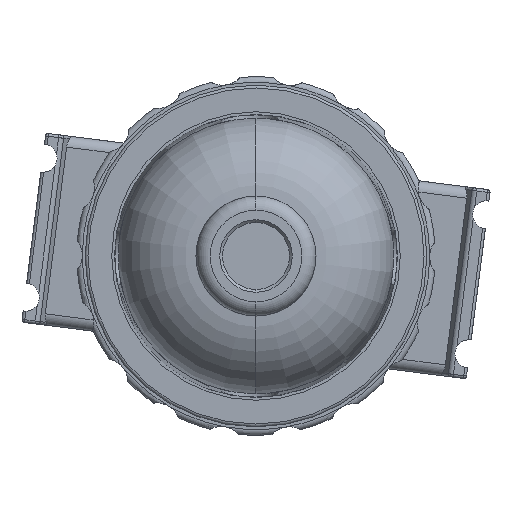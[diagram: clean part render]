
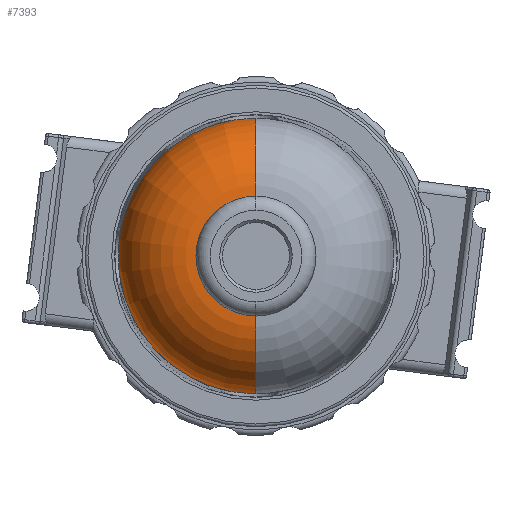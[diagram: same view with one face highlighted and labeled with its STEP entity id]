
A CAD part, front view. The second image highlights one B-rep face of the part: STEP entity #7393.
In plain terms, the highlighted toroidal (fillet/blend) face has major radius 10.306 mm and minor radius 14.3 mm.
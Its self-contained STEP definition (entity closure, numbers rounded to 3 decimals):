
#225 = B_SPLINE_CURVE_WITH_KNOTS ( 'NONE', 3,
 ( #13222, #27748, #10761, #30183, #15681, #1028, #18097, #3473, #20512, #5911, #22956, #8398, #25419, #10855, #27844, #13340, #30294, #15784 ),
 .UNSPECIFIED., .F., .F.,
 ( 4, 2, 2, 2, 2, 2, 2, 2, 4 ),
 ( 0., 0.001, 0.002, 0.003, 0.004, 0.005, 0.005, 0.006, 0.007 ),
 .UNSPECIFIED. ) ;
#239 = DIRECTION ( 'NONE',  ( 0., 0., -1. ) ) ;
#1028 = CARTESIAN_POINT ( 'NONE',  ( -24.513, 210.203, -1.513 ) ) ;
#1153 = CARTESIAN_POINT ( 'NONE',  ( 0., 211.272, 0. ) ) ;
#1862 = VERTEX_POINT ( 'NONE', #14860 ) ;
#2436 = EDGE_CURVE ( 'NONE', #28996, #24237, #225, .T. ) ;
#2795 = CARTESIAN_POINT ( 'NONE',  ( -3.33, 210.486, 24.352 ) ) ;
#2877 = VERTEX_POINT ( 'NONE', #7832 ) ;
#3189 = VERTEX_POINT ( 'NONE', #28973 ) ;
#3473 = CARTESIAN_POINT ( 'NONE',  ( -24.534, 210.008, -0.618 ) ) ;
#3597 = DIRECTION ( 'NONE',  ( 0., 0., -1. ) ) ;
#4114 = CARTESIAN_POINT ( 'NONE',  ( -0.794, 209.984, -24.526 ) ) ;
#4253 = DIRECTION ( 'NONE',  ( -1., 0., 0. ) ) ;
#4349 = CARTESIAN_POINT ( 'NONE',  ( -24.376, 211.272, 3.356 ) ) ;
#4675 = ORIENTED_EDGE ( 'NONE', *, *, #19626, .F. ) ;
#4947 = CARTESIAN_POINT ( 'NONE',  ( -4.482, 211.272, 24.194 ) ) ;
#5263 = CARTESIAN_POINT ( 'NONE',  ( -2.772, 210.252, 24.406 ) ) ;
#5764 = CARTESIAN_POINT ( 'NONE',  ( -4.482, 211.272, -24.194 ) ) ;
#5911 = CARTESIAN_POINT ( 'NONE',  ( -24.537, 209.979, 0.306 ) ) ;
#5936 = AXIS2_PLACEMENT_3D ( 'NONE', #1153, #18242, #3597 ) ;
#6554 = CARTESIAN_POINT ( 'NONE',  ( -1.599, 209.984, -24.489 ) ) ;
#7393 = ADVANCED_FACE ( 'NONE', ( #25621 ), #23314, .T. ) ;
#7525 = DIRECTION ( 'NONE',  ( 0., -1., 0. ) ) ;
#7716 = CARTESIAN_POINT ( 'NONE',  ( -2.194, 210.089, 24.45 ) ) ;
#7741 = EDGE_CURVE ( 'NONE', #1862, #3189, #11778, .T. ) ;
#7832 = CARTESIAN_POINT ( 'NONE',  ( 0., 197.079, 10.306 ) ) ;
#8204 = CARTESIAN_POINT ( 'NONE',  ( 0., 211.272, 0. ) ) ;
#8398 = CARTESIAN_POINT ( 'NONE',  ( -24.522, 210.118, 1.212 ) ) ;
#8599 = CARTESIAN_POINT ( 'NONE',  ( 0., 211.379, 0. ) ) ;
#8708 = DIRECTION ( 'NONE',  ( 0., 0., -1. ) ) ;
#9052 = CARTESIAN_POINT ( 'NONE',  ( -2.777, 210.241, -24.407 ) ) ;
#10203 = CARTESIAN_POINT ( 'NONE',  ( -1.6, 209.996, 24.488 ) ) ;
#10446 = CIRCLE ( 'NONE', #5936, 24.606 ) ;
#10694 = DIRECTION ( 'NONE',  ( 0., 0., -1. ) ) ;
#10761 = CARTESIAN_POINT ( 'NONE',  ( -24.43, 210.882, -2.883 ) ) ;
#10855 = CARTESIAN_POINT ( 'NONE',  ( -24.488, 210.423, 2.083 ) ) ;
#10963 = CIRCLE ( 'NONE', #28913, 14.3 ) ;
#11109 = CARTESIAN_POINT ( 'NONE',  ( 0., 210.106, -24.549 ) ) ;
#11408 = CARTESIAN_POINT ( 'NONE',  ( 0., 210.106, -24.549 ) ) ;
#11496 = CARTESIAN_POINT ( 'NONE',  ( -3.852, 210.768, -24.293 ) ) ;
#11778 = B_SPLINE_CURVE_WITH_KNOTS ( 'NONE', 3,
 ( #4947, #22210, #17472, #2795, #19860, #5263, #22309, #7716, #24766, #10203, #27188, #12663, #29646, #15117 ),
 .UNSPECIFIED., .F., .F.,
 ( 4, 2, 2, 2, 2, 2, 4 ),
 ( 0., 0.001, 0.002, 0.002, 0.003, 0.004, 0.005 ),
 .UNSPECIFIED. ) ;
#12354 = EDGE_CURVE ( 'NONE', #15919, #23420, #20838, .T. ) ;
#12663 = CARTESIAN_POINT ( 'NONE',  ( -0.792, 209.972, 24.527 ) ) ;
#12949 = ORIENTED_EDGE ( 'NONE', *, *, #2436, .F. ) ;
#12979 = CIRCLE ( 'NONE', #23681, 10.306 ) ;
#13222 = CARTESIAN_POINT ( 'NONE',  ( -24.376, 211.272, -3.356 ) ) ;
#13340 = CARTESIAN_POINT ( 'NONE',  ( -24.431, 210.879, 2.879 ) ) ;
#13971 = CARTESIAN_POINT ( 'NONE',  ( -4.482, 211.272, -24.194 ) ) ;
#14194 = CIRCLE ( 'NONE', #27406, 24.606 ) ;
#14860 = CARTESIAN_POINT ( 'NONE',  ( -4.482, 211.272, 24.194 ) ) ;
#14898 = DIRECTION ( 'NONE',  ( 1., 0., 0. ) ) ;
#15117 = CARTESIAN_POINT ( 'NONE',  ( 0., 210.106, 24.549 ) ) ;
#15681 = CARTESIAN_POINT ( 'NONE',  ( -24.487, 210.425, -2.088 ) ) ;
#15784 = CARTESIAN_POINT ( 'NONE',  ( -24.376, 211.272, 3.356 ) ) ;
#15919 = VERTEX_POINT ( 'NONE', #11109 ) ;
#16369 = ORIENTED_EDGE ( 'NONE', *, *, #7741, .F. ) ;
#17472 = CARTESIAN_POINT ( 'NONE',  ( -3.858, 210.772, 24.293 ) ) ;
#18097 = CARTESIAN_POINT ( 'NONE',  ( -24.522, 210.12, -1.219 ) ) ;
#18242 = DIRECTION ( 'NONE',  ( 0., -1., 0. ) ) ;
#18584 = ORIENTED_EDGE ( 'NONE', *, *, #27627, .T. ) ;
#18719 = CARTESIAN_POINT ( 'NONE',  ( -0.393, 210.027, -24.54 ) ) ;
#18863 = CARTESIAN_POINT ( 'NONE',  ( 0., 211.379, -10.306 ) ) ;
#19188 = AXIS2_PLACEMENT_3D ( 'NONE', #18863, #4253, #21313 ) ;
#19354 = EDGE_LOOP ( 'NONE', ( #4675, #16369, #18584, #12949, #20306, #27968, #27568, #30995 ) ) ;
#19442 = B_SPLINE_CURVE_WITH_KNOTS ( 'NONE', 3,
 ( #11408, #28371, #18719, #4114, #21150, #6554, #23602, #9052, #26052, #11496, #28491, #13971 ),
 .UNSPECIFIED., .F., .F.,
 ( 4, 2, 2, 2, 2, 4 ),
 ( 0.003, 0.003, 0.004, 0.005, 0.006, 0.007 ),
 .UNSPECIFIED. ) ;
#19626 = EDGE_CURVE ( 'NONE', #3189, #2877, #10963, .T. ) ;
#19860 = CARTESIAN_POINT ( 'NONE',  ( -3.147, 210.4, 24.371 ) ) ;
#20306 = ORIENTED_EDGE ( 'NONE', *, *, #29063, .T. ) ;
#20512 = CARTESIAN_POINT ( 'NONE',  ( -24.537, 209.979, -0.308 ) ) ;
#20838 = CIRCLE ( 'NONE', #19188, 14.3 ) ;
#21150 = CARTESIAN_POINT ( 'NONE',  ( -0.997, 209.975, -24.518 ) ) ;
#21313 = DIRECTION ( 'NONE',  ( 0., 0., 1. ) ) ;
#22125 = CARTESIAN_POINT ( 'NONE',  ( 0., 197.079, 0. ) ) ;
#22210 = CARTESIAN_POINT ( 'NONE',  ( -4.183, 211.002, 24.247 ) ) ;
#22309 = CARTESIAN_POINT ( 'NONE',  ( -2.581, 210.19, 24.421 ) ) ;
#22956 = CARTESIAN_POINT ( 'NONE',  ( -24.534, 210.007, 0.61 ) ) ;
#23268 = DIRECTION ( 'NONE',  ( 0., -1., 0. ) ) ;
#23314 = TOROIDAL_SURFACE ( 'NONE', #29707, 10.306, 14.3 ) ;
#23420 = VERTEX_POINT ( 'NONE', #26904 ) ;
#23532 = EDGE_CURVE ( 'NONE', #2877, #23420, #12979, .T. ) ;
#23602 = CARTESIAN_POINT ( 'NONE',  ( -1.995, 210.037, -24.465 ) ) ;
#23681 = AXIS2_PLACEMENT_3D ( 'NONE', #22125, #7525, #24551 ) ;
#24237 = VERTEX_POINT ( 'NONE', #4349 ) ;
#24551 = DIRECTION ( 'NONE',  ( 0., 0., -1. ) ) ;
#24766 = CARTESIAN_POINT ( 'NONE',  ( -1.998, 210.05, 24.464 ) ) ;
#24919 = CARTESIAN_POINT ( 'NONE',  ( -24.376, 211.272, -3.356 ) ) ;
#25223 = DIRECTION ( 'NONE',  ( 0., -1., 0. ) ) ;
#25419 = CARTESIAN_POINT ( 'NONE',  ( -24.513, 210.203, 1.512 ) ) ;
#25621 = FACE_OUTER_BOUND ( 'NONE', #19354, .T. ) ;
#26052 = CARTESIAN_POINT ( 'NONE',  ( -3.15, 210.388, -24.373 ) ) ;
#26904 = CARTESIAN_POINT ( 'NONE',  ( 0., 197.079, -10.306 ) ) ;
#27174 = EDGE_CURVE ( 'NONE', #15919, #30181, #19442, .T. ) ;
#27188 = CARTESIAN_POINT ( 'NONE',  ( -1.396, 209.981, 24.499 ) ) ;
#27406 = AXIS2_PLACEMENT_3D ( 'NONE', #8204, #25223, #10694 ) ;
#27568 = ORIENTED_EDGE ( 'NONE', *, *, #12354, .T. ) ;
#27627 = EDGE_CURVE ( 'NONE', #1862, #24237, #10446, .T. ) ;
#27748 = CARTESIAN_POINT ( 'NONE',  ( -24.406, 211.065, -3.127 ) ) ;
#27844 = CARTESIAN_POINT ( 'NONE',  ( -24.472, 210.558, 2.356 ) ) ;
#27968 = ORIENTED_EDGE ( 'NONE', *, *, #27174, .F. ) ;
#28371 = CARTESIAN_POINT ( 'NONE',  ( -0.195, 210.061, -24.545 ) ) ;
#28491 = CARTESIAN_POINT ( 'NONE',  ( -4.184, 211.002, -24.247 ) ) ;
#28913 = AXIS2_PLACEMENT_3D ( 'NONE', #29401, #14898, #239 ) ;
#28973 = CARTESIAN_POINT ( 'NONE',  ( 0., 210.106, 24.549 ) ) ;
#28996 = VERTEX_POINT ( 'NONE', #24919 ) ;
#29063 = EDGE_CURVE ( 'NONE', #28996, #30181, #14194, .T. ) ;
#29401 = CARTESIAN_POINT ( 'NONE',  ( 0., 211.379, 10.306 ) ) ;
#29646 = CARTESIAN_POINT ( 'NONE',  ( -0.393, 210.015, 24.541 ) ) ;
#29707 = AXIS2_PLACEMENT_3D ( 'NONE', #8599, #23268, #8708 ) ;
#30181 = VERTEX_POINT ( 'NONE', #5764 ) ;
#30183 = CARTESIAN_POINT ( 'NONE',  ( -24.471, 210.563, -2.364 ) ) ;
#30294 = CARTESIAN_POINT ( 'NONE',  ( -24.406, 211.065, 3.127 ) ) ;
#30995 = ORIENTED_EDGE ( 'NONE', *, *, #23532, .F. ) ;
